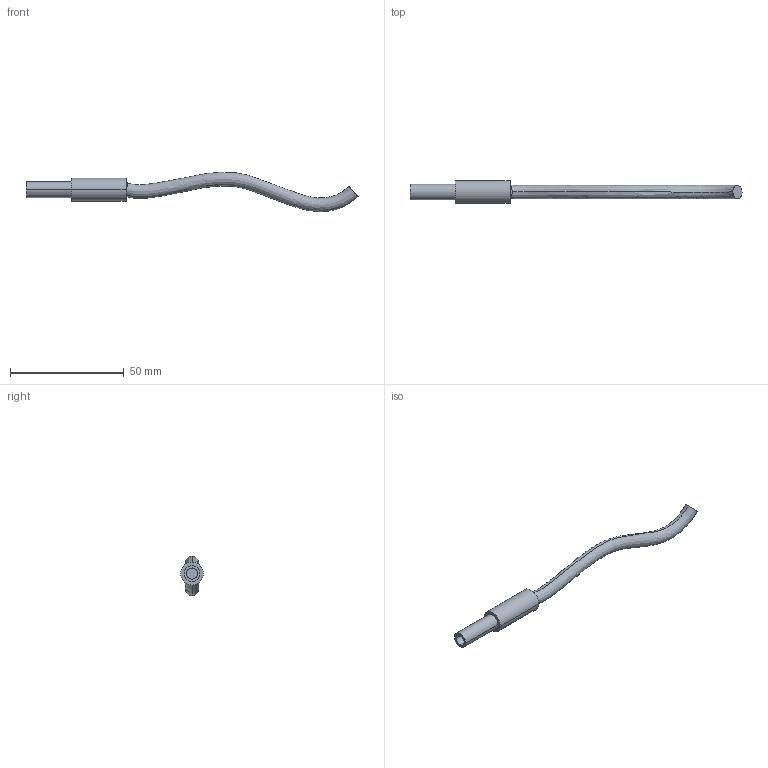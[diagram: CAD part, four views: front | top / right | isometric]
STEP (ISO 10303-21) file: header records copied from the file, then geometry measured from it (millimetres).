
FILE_DESCRIPTION((''),'2;1');
FILE_NAME('181051','2017-10-31T',('zkm'),(''),'PRO/ENGINEER BY PARAMETRIC TECHNOLOGY CORPORATION, 2004110','PRO/ENGINEER BY PARAMETRIC TECHNOLOGY CORPORATION, 2004110','');
FILE_SCHEMA(('CONFIG_CONTROL_DESIGN'));
Length unit declared in the file: millimetre
Products named in the file (1): 181051
Bounding box: 146.01 x 10 x 17.3 mm (x, y, z)
Volume: 4863.5 mm3; surface area: 3891 mm2
Topology: 1 solids, 2 shells, 17 faces, 30 edges, 20 vertices
Faces by surface type: plane 7, cylinder 6, bspline 4
Entity records: 963 total; most frequent: CARTESIAN_POINT 612, ORIENTED_EDGE 60, DIRECTION 57, EDGE_CURVE 30, AXIS2_PLACEMENT_3D 25, VERTEX_POINT 20, EDGE_LOOP 20, FACE_OUTER_BOUND 17
